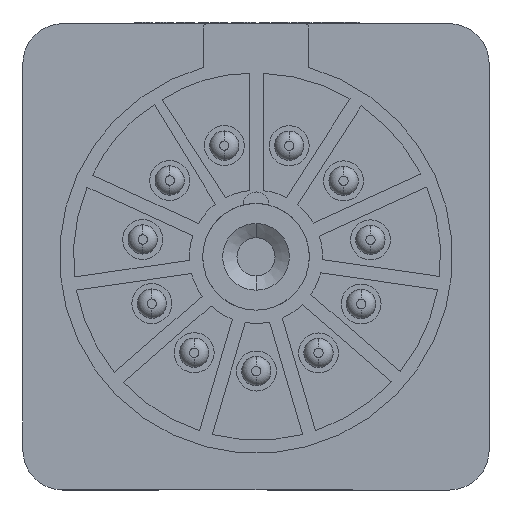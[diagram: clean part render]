
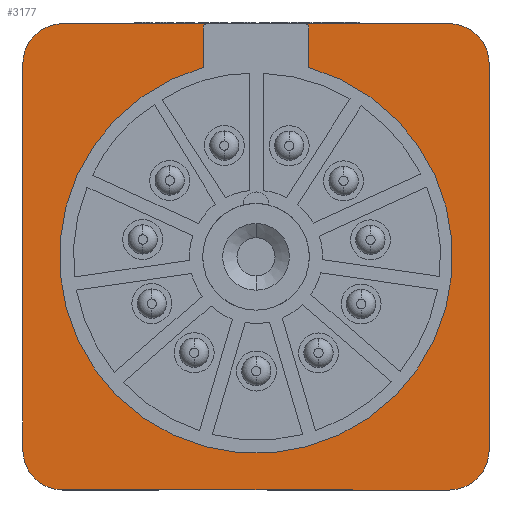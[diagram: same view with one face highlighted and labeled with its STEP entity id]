
A CAD part, front view. The second image highlights one B-rep face of the part: STEP entity #3177.
In plain terms, the highlighted planar face has unit normal (0, -1, 0).
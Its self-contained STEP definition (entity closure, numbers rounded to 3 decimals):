
#766 = DIRECTION ( 'NONE',  ( 0., 0., 1. ) ) ;
#1010 = CARTESIAN_POINT ( 'NONE',  ( 14.5, -1.75, -17.5 ) ) ;
#1522 = CARTESIAN_POINT ( 'NONE',  ( 3.695, -1.75, 17.5 ) ) ;
#1667 = LINE ( 'NONE', #1010, #20766 ) ;
#1712 = CARTESIAN_POINT ( 'NONE',  ( -3.695, -1.75, 17.25 ) ) ;
#1761 = CIRCLE ( 'NONE', #7268, 3. ) ;
#1851 = FACE_OUTER_BOUND ( 'NONE', #15187, .T. ) ;
#1861 = VERTEX_POINT ( 'NONE', #19821 ) ;
#1884 = VERTEX_POINT ( 'NONE', #11745 ) ;
#1886 = CIRCLE ( 'NONE', #19802, 3. ) ;
#2036 = ORIENTED_EDGE ( 'NONE', *, *, #5936, .F. ) ;
#2089 = CARTESIAN_POINT ( 'NONE',  ( 0., -1.75, 0.002 ) ) ;
#2278 = DIRECTION ( 'NONE',  ( 0., 0., -1. ) ) ;
#2303 = CARTESIAN_POINT ( 'NONE',  ( 3.945, -1.75, 14.217 ) ) ;
#2388 = DIRECTION ( 'NONE',  ( 0., 1., 0. ) ) ;
#2418 = VECTOR ( 'NONE', #2278, 1000. ) ;
#2503 = LINE ( 'NONE', #3924, #19326 ) ;
#2714 = DIRECTION ( 'NONE',  ( -1., 0., 0. ) ) ;
#2917 = VERTEX_POINT ( 'NONE', #6452 ) ;
#3047 = LINE ( 'NONE', #17538, #7394 ) ;
#3132 = ORIENTED_EDGE ( 'NONE', *, *, #12631, .F. ) ;
#3177 = ADVANCED_FACE ( 'NONE', ( #1851 ), #7629, .F. ) ;
#3289 = VECTOR ( 'NONE', #9790, 1000. ) ;
#3376 = DIRECTION ( 'NONE',  ( 0., 0., -1. ) ) ;
#3396 = AXIS2_PLACEMENT_3D ( 'NONE', #2089, #13508, #3764 ) ;
#3764 = DIRECTION ( 'NONE',  ( 0., 0., -1. ) ) ;
#3900 = VERTEX_POINT ( 'NONE', #19804 ) ;
#3924 = CARTESIAN_POINT ( 'NONE',  ( -3.945, -1.75, 14.217 ) ) ;
#4407 = DIRECTION ( 'NONE',  ( 0., 1., 0. ) ) ;
#4551 = VERTEX_POINT ( 'NONE', #1522 ) ;
#4697 = LINE ( 'NONE', #10272, #12864 ) ;
#4843 = CARTESIAN_POINT ( 'NONE',  ( 3.945, -1.75, 14.217 ) ) ;
#5167 = CARTESIAN_POINT ( 'NONE',  ( -17.5, -1.75, -14.5 ) ) ;
#5264 = LINE ( 'NONE', #8979, #9118 ) ;
#5473 = VERTEX_POINT ( 'NONE', #7511 ) ;
#5537 = AXIS2_PLACEMENT_3D ( 'NONE', #17563, #7859, #19223 ) ;
#5729 = CIRCLE ( 'NONE', #3396, 14.752 ) ;
#5936 = EDGE_CURVE ( 'NONE', #4551, #18270, #3047, .T. ) ;
#5985 = AXIS2_PLACEMENT_3D ( 'NONE', #8544, #19875, #10182 ) ;
#6190 = DIRECTION ( 'NONE',  ( 1., 0., 0. ) ) ;
#6275 = VERTEX_POINT ( 'NONE', #5167 ) ;
#6452 = CARTESIAN_POINT ( 'NONE',  ( 3.945, -1.75, 17.25 ) ) ;
#6741 = ORIENTED_EDGE ( 'NONE', *, *, #19939, .F. ) ;
#6796 = LINE ( 'NONE', #18526, #2418 ) ;
#7256 = AXIS2_PLACEMENT_3D ( 'NONE', #14171, #4407, #15800 ) ;
#7268 = AXIS2_PLACEMENT_3D ( 'NONE', #18021, #8320, #19654 ) ;
#7394 = VECTOR ( 'NONE', #6190, 1000. ) ;
#7438 = CARTESIAN_POINT ( 'NONE',  ( 17.5, -1.75, 14.5 ) ) ;
#7511 = CARTESIAN_POINT ( 'NONE',  ( -3.945, -1.75, 17.25 ) ) ;
#7626 = LINE ( 'NONE', #4843, #3289 ) ;
#7629 = PLANE ( 'NONE',  #7256 ) ;
#7666 = VERTEX_POINT ( 'NONE', #18029 ) ;
#7687 = EDGE_CURVE ( 'NONE', #16707, #1861, #8177, .T. ) ;
#7734 = ORIENTED_EDGE ( 'NONE', *, *, #16466, .F. ) ;
#7859 = DIRECTION ( 'NONE',  ( 0., -1., 0. ) ) ;
#7977 = VERTEX_POINT ( 'NONE', #7438 ) ;
#8074 = EDGE_CURVE ( 'NONE', #2917, #4551, #18573, .T. ) ;
#8177 = CIRCLE ( 'NONE', #5985, 3. ) ;
#8320 = DIRECTION ( 'NONE',  ( 0., 1., 0. ) ) ;
#8544 = CARTESIAN_POINT ( 'NONE',  ( -14.5, -1.75, 14.5 ) ) ;
#8730 = EDGE_CURVE ( 'NONE', #10588, #5473, #10681, .T. ) ;
#8979 = CARTESIAN_POINT ( 'NONE',  ( -17.5, -1.75, 14.5 ) ) ;
#9118 = VECTOR ( 'NONE', #766, 1000. ) ;
#9129 = EDGE_CURVE ( 'NONE', #7666, #1884, #1667, .T. ) ;
#9328 = EDGE_CURVE ( 'NONE', #10505, #14301, #5729, .T. ) ;
#9511 = ORIENTED_EDGE ( 'NONE', *, *, #8074, .F. ) ;
#9790 = DIRECTION ( 'NONE',  ( 0., 0., 1. ) ) ;
#9830 = CARTESIAN_POINT ( 'NONE',  ( -14.5, -1.75, -14.5 ) ) ;
#10111 = ORIENTED_EDGE ( 'NONE', *, *, #7687, .F. ) ;
#10182 = DIRECTION ( 'NONE',  ( 0., 0., -1. ) ) ;
#10214 = DIRECTION ( 'NONE',  ( 1., 0., 0. ) ) ;
#10272 = CARTESIAN_POINT ( 'NONE',  ( 14.5, -1.75, 17.5 ) ) ;
#10439 = DIRECTION ( 'NONE',  ( 0., 0., -1. ) ) ;
#10505 = VERTEX_POINT ( 'NONE', #17766 ) ;
#10588 = VERTEX_POINT ( 'NONE', #11486 ) ;
#10681 = CIRCLE ( 'NONE', #15248, 0.25 ) ;
#11073 = ORIENTED_EDGE ( 'NONE', *, *, #9129, .F. ) ;
#11132 = ORIENTED_EDGE ( 'NONE', *, *, #15768, .F. ) ;
#11324 = ORIENTED_EDGE ( 'NONE', *, *, #17372, .F. ) ;
#11464 = DIRECTION ( 'NONE',  ( 0., 0., 1. ) ) ;
#11486 = CARTESIAN_POINT ( 'NONE',  ( -3.695, -1.75, 17.5 ) ) ;
#11745 = CARTESIAN_POINT ( 'NONE',  ( -14.5, -1.75, -17.5 ) ) ;
#12016 = ORIENTED_EDGE ( 'NONE', *, *, #9328, .F. ) ;
#12172 = CARTESIAN_POINT ( 'NONE',  ( 14.5, -1.75, 14.5 ) ) ;
#12631 = EDGE_CURVE ( 'NONE', #18270, #7977, #1886, .T. ) ;
#12707 = ORIENTED_EDGE ( 'NONE', *, *, #15442, .F. ) ;
#12864 = VECTOR ( 'NONE', #10214, 1000. ) ;
#13152 = DIRECTION ( 'NONE',  ( 0., -1., 0. ) ) ;
#13508 = DIRECTION ( 'NONE',  ( 0., -1., 0. ) ) ;
#13796 = DIRECTION ( 'NONE',  ( 0., 0., 1. ) ) ;
#14171 = CARTESIAN_POINT ( 'NONE',  ( -14.5, -1.75, -14.5 ) ) ;
#14301 = VERTEX_POINT ( 'NONE', #2303 ) ;
#14595 = ORIENTED_EDGE ( 'NONE', *, *, #19227, .F. ) ;
#15187 = EDGE_LOOP ( 'NONE', ( #9511, #14595, #12016, #7734, #15750, #12707, #10111, #6741, #11132, #11073, #20872, #11324, #3132, #2036 ) ) ;
#15248 = AXIS2_PLACEMENT_3D ( 'NONE', #1712, #13152, #3376 ) ;
#15287 = AXIS2_PLACEMENT_3D ( 'NONE', #9830, #21155, #11464 ) ;
#15442 = EDGE_CURVE ( 'NONE', #1861, #10588, #4697, .T. ) ;
#15750 = ORIENTED_EDGE ( 'NONE', *, *, #8730, .F. ) ;
#15768 = EDGE_CURVE ( 'NONE', #1884, #6275, #16364, .T. ) ;
#15800 = DIRECTION ( 'NONE',  ( 0., 0., 1. ) ) ;
#16364 = CIRCLE ( 'NONE', #15287, 3. ) ;
#16466 = EDGE_CURVE ( 'NONE', #5473, #10505, #2503, .T. ) ;
#16707 = VERTEX_POINT ( 'NONE', #17403 ) ;
#17372 = EDGE_CURVE ( 'NONE', #7977, #3900, #6796, .T. ) ;
#17403 = CARTESIAN_POINT ( 'NONE',  ( -17.5, -1.75, 14.5 ) ) ;
#17538 = CARTESIAN_POINT ( 'NONE',  ( 14.5, -1.75, 17.5 ) ) ;
#17563 = CARTESIAN_POINT ( 'NONE',  ( 3.695, -1.75, 17.25 ) ) ;
#17766 = CARTESIAN_POINT ( 'NONE',  ( -3.945, -1.75, 14.217 ) ) ;
#18021 = CARTESIAN_POINT ( 'NONE',  ( 14.5, -1.75, -14.5 ) ) ;
#18029 = CARTESIAN_POINT ( 'NONE',  ( 14.5, -1.75, -17.5 ) ) ;
#18270 = VERTEX_POINT ( 'NONE', #18967 ) ;
#18475 = EDGE_CURVE ( 'NONE', #3900, #7666, #1761, .T. ) ;
#18526 = CARTESIAN_POINT ( 'NONE',  ( 17.5, -1.75, 14.5 ) ) ;
#18573 = CIRCLE ( 'NONE', #5537, 0.25 ) ;
#18967 = CARTESIAN_POINT ( 'NONE',  ( 14.5, -1.75, 17.5 ) ) ;
#19223 = DIRECTION ( 'NONE',  ( 0., 0., -1. ) ) ;
#19227 = EDGE_CURVE ( 'NONE', #14301, #2917, #7626, .T. ) ;
#19326 = VECTOR ( 'NONE', #10439, 1000. ) ;
#19654 = DIRECTION ( 'NONE',  ( 0., 0., 1. ) ) ;
#19802 = AXIS2_PLACEMENT_3D ( 'NONE', #12172, #2388, #13796 ) ;
#19804 = CARTESIAN_POINT ( 'NONE',  ( 17.5, -1.75, -14.5 ) ) ;
#19821 = CARTESIAN_POINT ( 'NONE',  ( -14.5, -1.75, 17.5 ) ) ;
#19875 = DIRECTION ( 'NONE',  ( 0., 1., 0. ) ) ;
#19939 = EDGE_CURVE ( 'NONE', #6275, #16707, #5264, .T. ) ;
#20766 = VECTOR ( 'NONE', #2714, 1000. ) ;
#20872 = ORIENTED_EDGE ( 'NONE', *, *, #18475, .F. ) ;
#21155 = DIRECTION ( 'NONE',  ( 0., 1., 0. ) ) ;
